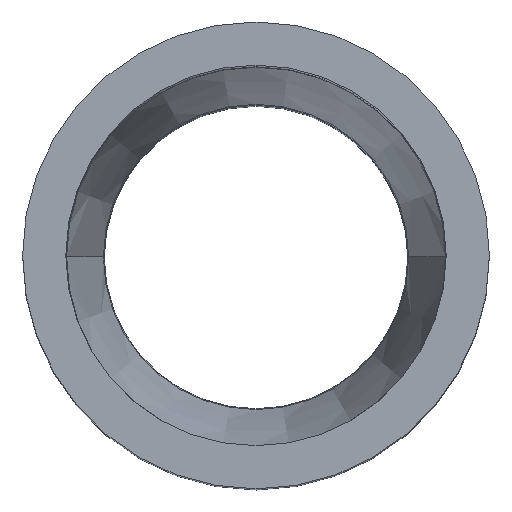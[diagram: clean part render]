
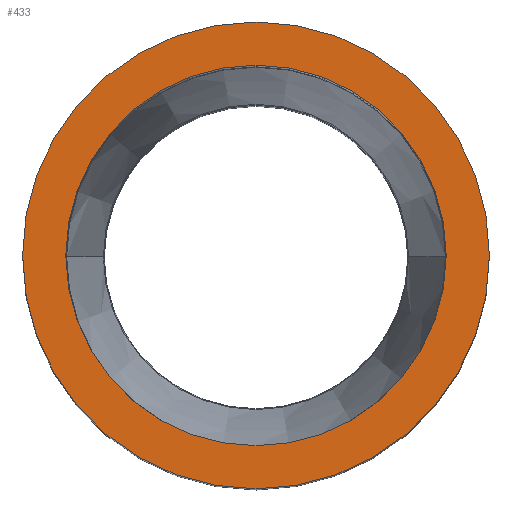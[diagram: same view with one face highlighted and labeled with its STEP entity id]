
A CAD part, top view. The second image highlights one B-rep face of the part: STEP entity #433.
In plain terms, the highlighted planar face has unit normal (0, 0, 1).
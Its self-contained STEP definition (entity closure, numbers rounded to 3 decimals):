
#9 = DIRECTION ( 'NONE',  ( 0., 0., -1. ) ) ;
#22 = DIRECTION ( 'NONE',  ( 1., 0., 0. ) ) ;
#50 = CARTESIAN_POINT ( 'NONE',  ( 0., 0., 65.487 ) ) ;
#51 = CIRCLE ( 'NONE', #327, 16.3 ) ;
#62 = CIRCLE ( 'NONE', #595, 16.3 ) ;
#69 = VERTEX_POINT ( 'NONE', #109 ) ;
#92 = ORIENTED_EDGE ( 'NONE', *, *, #619, .F. ) ;
#109 = CARTESIAN_POINT ( 'NONE',  ( -16.3, 0., 65.487 ) ) ;
#130 = FACE_OUTER_BOUND ( 'NONE', #334, .T. ) ;
#137 = EDGE_CURVE ( 'NONE', #603, #391, #162, .T. ) ;
#152 = CIRCLE ( 'NONE', #215, 20. ) ;
#162 = CIRCLE ( 'NONE', #608, 20. ) ;
#181 = EDGE_CURVE ( 'NONE', #69, #490, #62, .T. ) ;
#206 = DIRECTION ( 'NONE',  ( 0., 0., -1. ) ) ;
#215 = AXIS2_PLACEMENT_3D ( 'NONE', #50, #301, #250 ) ;
#240 = ORIENTED_EDGE ( 'NONE', *, *, #181, .T. ) ;
#249 = CARTESIAN_POINT ( 'NONE',  ( 0., 0., 65.487 ) ) ;
#250 = DIRECTION ( 'NONE',  ( -1., 0., 0. ) ) ;
#254 = CARTESIAN_POINT ( 'NONE',  ( 0., 0., 65.487 ) ) ;
#273 = CARTESIAN_POINT ( 'NONE',  ( 0., 0., 65.487 ) ) ;
#280 = CARTESIAN_POINT ( 'NONE',  ( -20., 0., 65.487 ) ) ;
#282 = EDGE_CURVE ( 'NONE', #490, #69, #51, .T. ) ;
#284 = FACE_BOUND ( 'NONE', #469, .T. ) ;
#301 = DIRECTION ( 'NONE',  ( 0., 0., -1. ) ) ;
#302 = DIRECTION ( 'NONE',  ( 0., 0., -1. ) ) ;
#327 = AXIS2_PLACEMENT_3D ( 'NONE', #273, #9, #563 ) ;
#334 = EDGE_LOOP ( 'NONE', ( #92, #374 ) ) ;
#374 = ORIENTED_EDGE ( 'NONE', *, *, #137, .F. ) ;
#383 = DIRECTION ( 'NONE',  ( 0., 0., 1. ) ) ;
#391 = VERTEX_POINT ( 'NONE', #280 ) ;
#433 = ADVANCED_FACE ( 'NONE', ( #284, #130 ), #634, .T. ) ;
#434 = CARTESIAN_POINT ( 'NONE',  ( -16.3, 0., 65.487 ) ) ;
#469 = EDGE_LOOP ( 'NONE', ( #240, #589 ) ) ;
#490 = VERTEX_POINT ( 'NONE', #588 ) ;
#563 = DIRECTION ( 'NONE',  ( -1., 0., 0. ) ) ;
#565 = AXIS2_PLACEMENT_3D ( 'NONE', #434, #383, #22 ) ;
#588 = CARTESIAN_POINT ( 'NONE',  ( 16.3, 0., 65.487 ) ) ;
#589 = ORIENTED_EDGE ( 'NONE', *, *, #282, .T. ) ;
#591 = CARTESIAN_POINT ( 'NONE',  ( 20., 0., 65.487 ) ) ;
#595 = AXIS2_PLACEMENT_3D ( 'NONE', #249, #302, #646 ) ;
#602 = DIRECTION ( 'NONE',  ( -1., 0., 0. ) ) ;
#603 = VERTEX_POINT ( 'NONE', #591 ) ;
#608 = AXIS2_PLACEMENT_3D ( 'NONE', #254, #206, #602 ) ;
#619 = EDGE_CURVE ( 'NONE', #391, #603, #152, .T. ) ;
#634 = PLANE ( 'NONE',  #565 ) ;
#646 = DIRECTION ( 'NONE',  ( -1., 0., 0. ) ) ;
